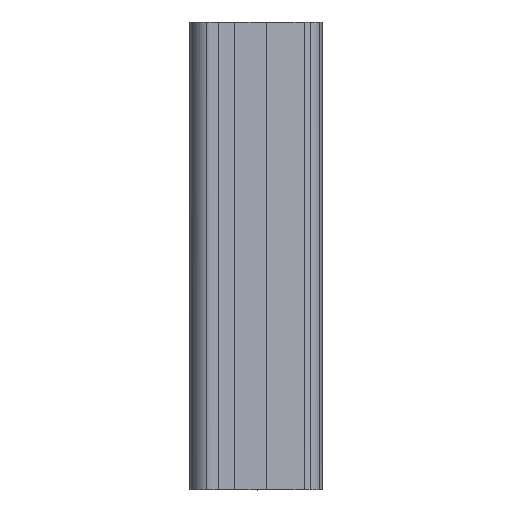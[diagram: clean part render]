
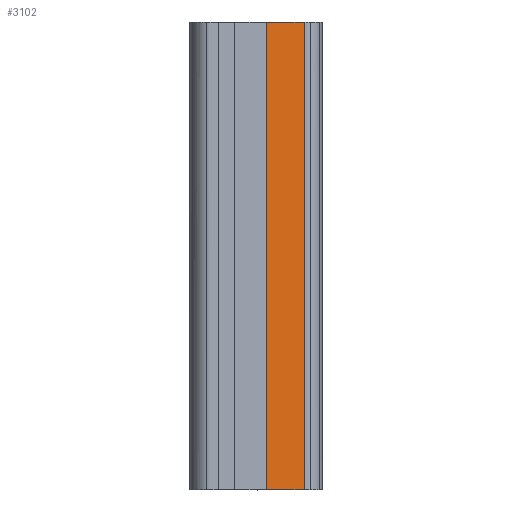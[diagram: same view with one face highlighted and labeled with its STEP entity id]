
A CAD part, top view. The second image highlights one B-rep face of the part: STEP entity #3102.
In plain terms, the highlighted free-form (B-spline) face has degree [3, 1] with [4, 2] control points.
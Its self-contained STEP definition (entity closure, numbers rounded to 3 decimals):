
#89=LINE('',#4230,#253);
#90=LINE('',#4244,#254);
#253=VECTOR('',#3354,10.);
#254=VECTOR('',#3355,10.);
#416=(
BOUNDED_SURFACE()
B_SPLINE_SURFACE(3,1,((#4231,#4232),(#4233,#4234),(#4235,#4236),(#4237,
#4238)),.UNSPECIFIED.,.F.,.F.,.F.)
B_SPLINE_SURFACE_WITH_KNOTS((4,4),(2,2),(0.,1.),(-15.,15.),
 .UNSPECIFIED.)
GEOMETRIC_REPRESENTATION_ITEM()
RATIONAL_B_SPLINE_SURFACE(((1.,1.),(1.,1.),(1.,1.),(1.,1.)))
REPRESENTATION_ITEM('')
SURFACE()
);
#592=FACE_OUTER_BOUND('',#777,.T.);
#777=EDGE_LOOP('',(#2236,#2237,#2238,#2239));
#952=(
BOUNDED_CURVE()
B_SPLINE_CURVE(3,(#3637,#3638,#3639,#3640),.UNSPECIFIED.,.F.,.F.)
B_SPLINE_CURVE_WITH_KNOTS((4,4),(-1.,0.),.UNSPECIFIED.)
CURVE()
GEOMETRIC_REPRESENTATION_ITEM()
RATIONAL_B_SPLINE_CURVE((1.,1.,1.,1.))
REPRESENTATION_ITEM('')
);
#1012=(
BOUNDED_CURVE()
B_SPLINE_CURVE(3,(#4240,#4241,#4242,#4243),.UNSPECIFIED.,.F.,.F.)
B_SPLINE_CURVE_WITH_KNOTS((4,4),(0.,1.),.UNSPECIFIED.)
CURVE()
GEOMETRIC_REPRESENTATION_ITEM()
RATIONAL_B_SPLINE_CURVE((1.,1.,1.,1.))
REPRESENTATION_ITEM('')
);
#1258=VERTEX_POINT('',#3631);
#1259=VERTEX_POINT('',#3636);
#1320=VERTEX_POINT('',#4225);
#1321=VERTEX_POINT('',#4239);
#1586=EDGE_CURVE('',#1258,#1259,#952,.T.);
#1680=EDGE_CURVE('',#1258,#1320,#89,.T.);
#1681=EDGE_CURVE('',#1321,#1320,#1012,.T.);
#1682=EDGE_CURVE('',#1259,#1321,#90,.T.);
#2236=ORIENTED_EDGE('',*,*,#1680,.T.);
#2237=ORIENTED_EDGE('',*,*,#1681,.F.);
#2238=ORIENTED_EDGE('',*,*,#1682,.F.);
#2239=ORIENTED_EDGE('',*,*,#1586,.F.);
#3102=ADVANCED_FACE('',(#592),#416,.T.);
#3354=DIRECTION('',(0.,1.,0.));
#3355=DIRECTION('',(0.,1.,0.));
#3631=CARTESIAN_POINT('',(35.313,-150.,22.838));
#3636=CARTESIAN_POINT('',(11.023,-150.,25.817));
#3637=CARTESIAN_POINT('Ctrl Pts',(35.313,-150.,22.838));
#3638=CARTESIAN_POINT('Ctrl Pts',(27.211,-150.,23.752));
#3639=CARTESIAN_POINT('Ctrl Pts',(19.145,-150.,25.11));
#3640=CARTESIAN_POINT('Ctrl Pts',(11.023,-150.,25.817));
#4225=CARTESIAN_POINT('',(35.313,150.,22.838));
#4230=CARTESIAN_POINT('',(35.313,0.,22.838));
#4231=CARTESIAN_POINT('Ctrl Pts',(11.023,-150.,25.817));
#4232=CARTESIAN_POINT('Ctrl Pts',(11.023,150.,25.817));
#4233=CARTESIAN_POINT('Ctrl Pts',(19.145,-150.,25.11));
#4234=CARTESIAN_POINT('Ctrl Pts',(19.145,150.,25.11));
#4235=CARTESIAN_POINT('Ctrl Pts',(27.211,-150.,23.752));
#4236=CARTESIAN_POINT('Ctrl Pts',(27.211,150.,23.752));
#4237=CARTESIAN_POINT('Ctrl Pts',(35.313,-150.,22.838));
#4238=CARTESIAN_POINT('Ctrl Pts',(35.313,150.,22.838));
#4239=CARTESIAN_POINT('',(11.023,150.,25.817));
#4240=CARTESIAN_POINT('Ctrl Pts',(11.023,150.,25.817));
#4241=CARTESIAN_POINT('Ctrl Pts',(19.145,150.,25.11));
#4242=CARTESIAN_POINT('Ctrl Pts',(27.211,150.,23.752));
#4243=CARTESIAN_POINT('Ctrl Pts',(35.313,150.,22.838));
#4244=CARTESIAN_POINT('',(11.023,0.,25.817));
